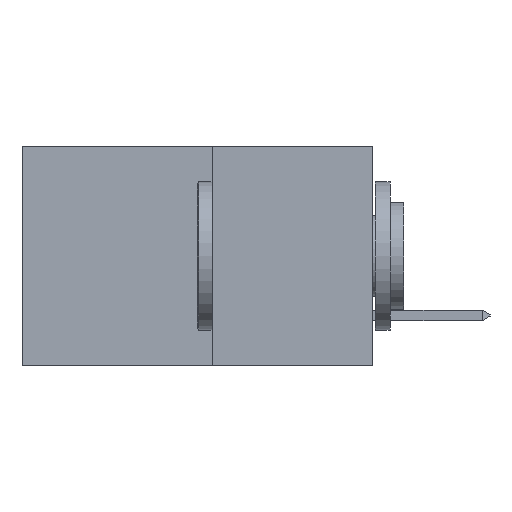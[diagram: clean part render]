
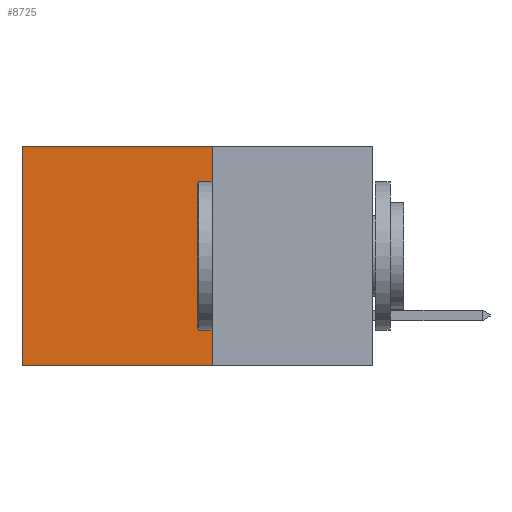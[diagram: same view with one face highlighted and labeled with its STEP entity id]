
A CAD part, left-side view. The second image highlights one B-rep face of the part: STEP entity #8725.
In plain terms, the highlighted planar face has unit normal (-1, 0, 0).
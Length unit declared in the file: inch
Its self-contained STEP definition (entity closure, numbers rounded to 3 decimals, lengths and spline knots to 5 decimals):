
#39 = CARTESIAN_POINT ( 'NONE',  ( 0.277, 0.27, -0.37 ) ) ;
#70 = ORIENTED_EDGE ( 'NONE', *, *, #8321, .F. ) ;
#945 = VERTEX_POINT ( 'NONE', #4350 ) ;
#1142 = CARTESIAN_POINT ( 'NONE',  ( 0.277, 0.27, 0. ) ) ;
#1152 = VERTEX_POINT ( 'NONE', #9948 ) ;
#1307 = VERTEX_POINT ( 'NONE', #9288 ) ;
#2169 = VECTOR ( 'NONE', #5406, 39.37008 ) ;
#2337 = DIRECTION ( 'NONE',  ( 1., 0., 0. ) ) ;
#2588 = EDGE_LOOP ( 'NONE', ( #4384, #70, #4665, #9129 ) ) ;
#2694 = AXIS2_PLACEMENT_3D ( 'NONE', #7448, #2337, #8305 ) ;
#3322 = LINE ( 'NONE', #6798, #7651 ) ;
#3366 = LINE ( 'NONE', #39, #5682 ) ;
#3860 = VECTOR ( 'NONE', #8547, 39.37008 ) ;
#3975 = PLANE ( 'NONE',  #2694 ) ;
#4350 = CARTESIAN_POINT ( 'NONE',  ( 0.277, 0.27, -0.37 ) ) ;
#4384 = ORIENTED_EDGE ( 'NONE', *, *, #8863, .T. ) ;
#4665 = ORIENTED_EDGE ( 'NONE', *, *, #6500, .F. ) ;
#4741 = LINE ( 'NONE', #1142, #2169 ) ;
#5406 = DIRECTION ( 'NONE',  ( 0., 1., 0. ) ) ;
#5677 = VERTEX_POINT ( 'NONE', #7527 ) ;
#5682 = VECTOR ( 'NONE', #6079, 39.37008 ) ;
#6079 = DIRECTION ( 'NONE',  ( 0., 0., -1. ) ) ;
#6500 = EDGE_CURVE ( 'NONE', #5677, #945, #3366, .T. ) ;
#6732 = LINE ( 'NONE', #9339, #3860 ) ;
#6798 = CARTESIAN_POINT ( 'NONE',  ( 0.277, 0.59, -0.37 ) ) ;
#7448 = CARTESIAN_POINT ( 'NONE',  ( 0.277, 0.27, -0.37 ) ) ;
#7527 = CARTESIAN_POINT ( 'NONE',  ( 0.277, 0.27, 0. ) ) ;
#7651 = VECTOR ( 'NONE', #10046, 39.37008 ) ;
#7869 = EDGE_CURVE ( 'NONE', #5677, #1307, #4741, .T. ) ;
#8305 = DIRECTION ( 'NONE',  ( 0., 0., -1. ) ) ;
#8321 = EDGE_CURVE ( 'NONE', #945, #1152, #6732, .T. ) ;
#8547 = DIRECTION ( 'NONE',  ( 0., 1., 0. ) ) ;
#8725 = ADVANCED_FACE ( 'NONE', ( #8935 ), #3975, .F. ) ;
#8863 = EDGE_CURVE ( 'NONE', #1307, #1152, #3322, .T. ) ;
#8935 = FACE_OUTER_BOUND ( 'NONE', #2588, .T. ) ;
#9129 = ORIENTED_EDGE ( 'NONE', *, *, #7869, .T. ) ;
#9288 = CARTESIAN_POINT ( 'NONE',  ( 0.277, 0.59, 0. ) ) ;
#9339 = CARTESIAN_POINT ( 'NONE',  ( 0.277, 0.27, -0.37 ) ) ;
#9948 = CARTESIAN_POINT ( 'NONE',  ( 0.277, 0.59, -0.37 ) ) ;
#10046 = DIRECTION ( 'NONE',  ( 0., 0., -1. ) ) ;
